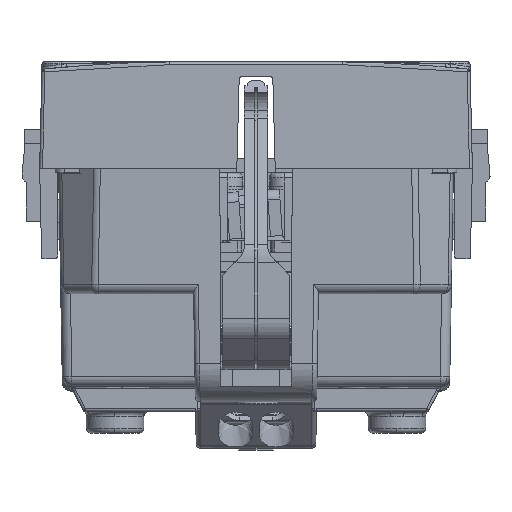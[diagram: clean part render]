
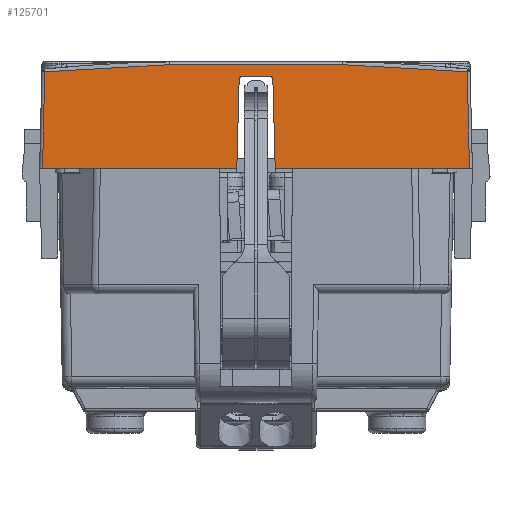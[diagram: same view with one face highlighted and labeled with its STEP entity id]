
A CAD part, left-side view. The second image highlights one B-rep face of the part: STEP entity #125701.
In plain terms, the highlighted planar face has unit normal (-1, 0, 0.026).
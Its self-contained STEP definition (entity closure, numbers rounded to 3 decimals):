
#1294 = DIRECTION ( 'NONE',  ( -1., 0., 0.026 ) ) ;
#2388 = CARTESIAN_POINT ( 'NONE',  ( -22.159, 1.746, 8.708 ) ) ;
#2879 = LINE ( 'NONE', #119239, #93661 ) ;
#2881 = CARTESIAN_POINT ( 'NONE',  ( -22.151, 1.446, 9. ) ) ;
#6920 = CARTESIAN_POINT ( 'NONE',  ( -22.151, 1.738, 9. ) ) ;
#9455 = CARTESIAN_POINT ( 'NONE',  ( -22.139, 21.874, 9.468 ) ) ;
#10090 = VERTEX_POINT ( 'NONE', #153344 ) ;
#12615 = CARTESIAN_POINT ( 'NONE',  ( -22.12, -13.305, 10.208 ) ) ;
#16793 = EDGE_CURVE ( 'NONE', #118032, #44486, #104492, .T. ) ;
#18442 = LINE ( 'NONE', #52506, #153394 ) ;
#19506 = EDGE_CURVE ( 'NONE', #133170, #118254, #2879, .T. ) ;
#21604 = CARTESIAN_POINT ( 'NONE',  ( -22.159, -1.746, 8.708 ) ) ;
#23958 = CARTESIAN_POINT ( 'NONE',  ( -22.126, 17.597, 9.961 ) ) ;
#31139 = CARTESIAN_POINT ( 'NONE',  ( -22.12, -9., 10.208 ) ) ;
#31932 = LINE ( 'NONE', #96321, #69125 ) ;
#35710 = VERTEX_POINT ( 'NONE', #91715 ) ;
#38008 = ORIENTED_EDGE ( 'NONE', *, *, #19506, .T. ) ;
#38050 = ORIENTED_EDGE ( 'NONE', *, *, #140293, .T. ) ;
#40162 = LINE ( 'NONE', #6920, #135623 ) ;
#42690 = ORIENTED_EDGE ( 'NONE', *, *, #116284, .T. ) ;
#42697 = CARTESIAN_POINT ( 'NONE',  ( -22.151, -1.446, 9. ) ) ;
#42982 = VERTEX_POINT ( 'NONE', #31139 ) ;
#43257 = EDGE_CURVE ( 'NONE', #136810, #133170, #151301, .T. ) ;
#43613 = DIRECTION ( 'NONE',  ( 0., -1., 0. ) ) ;
#43776 = CARTESIAN_POINT ( 'NONE',  ( -22.159, -1.746, 8.708 ) ) ;
#44486 = VERTEX_POINT ( 'NONE', #101455 ) ;
#45055 = CARTESIAN_POINT ( 'NONE',  ( -22.4, 20.8, -0.5 ) ) ;
#45202 = ORIENTED_EDGE ( 'NONE', *, *, #137965, .T. ) ;
#47132 = EDGE_CURVE ( 'NONE', #118254, #42982, #119550, .T. ) ;
#50818 = CARTESIAN_POINT ( 'NONE',  ( -22.139, -21.874, 9.468 ) ) ;
#52506 = CARTESIAN_POINT ( 'NONE',  ( -22.4, 24.254, -0.5 ) ) ;
#53553 = B_SPLINE_CURVE_WITH_KNOTS ( 'NONE', 3,
 ( #107713, #119066, #23958, #94335 ),
 .UNSPECIFIED., .F., .F.,
 ( 4, 4 ),
 ( 0., 1. ),
 .UNSPECIFIED. ) ;
#54109 = VECTOR ( 'NONE', #103089, 1000. ) ;
#55745 = CARTESIAN_POINT ( 'NONE',  ( -22.154, -1.741, 8.88 ) ) ;
#57123 = EDGE_CURVE ( 'NONE', #124418, #137822, #101379, .T. ) ;
#58654 = CARTESIAN_POINT ( 'NONE',  ( -22.12, -9., 10.208 ) ) ;
#58978 = CARTESIAN_POINT ( 'NONE',  ( -22.4, -22.1, -0.5 ) ) ;
#65297 = ORIENTED_EDGE ( 'NONE', *, *, #47132, .T. ) ;
#66978 = ORIENTED_EDGE ( 'NONE', *, *, #125555, .T. ) ;
#67216 = CARTESIAN_POINT ( 'NONE',  ( -22.151, -1.618, 9. ) ) ;
#69125 = VECTOR ( 'NONE', #142358, 1000. ) ;
#70296 = DIRECTION ( 'NONE',  ( 0., 1., 0. ) ) ;
#73322 = CARTESIAN_POINT ( 'NONE',  ( -22.139, 21.874, 9.468 ) ) ;
#74372 = CARTESIAN_POINT ( 'NONE',  ( -22.154, 1.741, 8.88 ) ) ;
#79316 = DIRECTION ( 'NONE',  ( 0., -1., 0. ) ) ;
#80311 = VERTEX_POINT ( 'NONE', #73322 ) ;
#82928 = VECTOR ( 'NONE', #89915, 1000. ) ;
#85218 = CARTESIAN_POINT ( 'NONE',  ( -22.151, 1.618, 9. ) ) ;
#85735 = CARTESIAN_POINT ( 'NONE',  ( -22.159, 1.746, 8.708 ) ) ;
#89915 = DIRECTION ( 'NONE',  ( -0.026, -0.026, -0.999 ) ) ;
#90439 = VERTEX_POINT ( 'NONE', #110048 ) ;
#90966 = CARTESIAN_POINT ( 'NONE',  ( -22.151, -1.446, 9. ) ) ;
#91715 = CARTESIAN_POINT ( 'NONE',  ( -22.12, 9., 10.208 ) ) ;
#91872 = EDGE_CURVE ( 'NONE', #10090, #124418, #31932, .T. ) ;
#93661 = VECTOR ( 'NONE', #95015, 1000. ) ;
#94335 = CARTESIAN_POINT ( 'NONE',  ( -22.139, 21.874, 9.468 ) ) ;
#94908 = CARTESIAN_POINT ( 'NONE',  ( -22.126, -17.597, 9.961 ) ) ;
#95015 = DIRECTION ( 'NONE',  ( 0.026, 0.023, 0.999 ) ) ;
#96014 = PLANE ( 'NONE',  #138390 ) ;
#96321 = CARTESIAN_POINT ( 'NONE',  ( -22.4, 1.987, -0.5 ) ) ;
#96383 = EDGE_CURVE ( 'NONE', #137822, #118032, #40162, .T. ) ;
#99567 = VECTOR ( 'NONE', #79316, 1000. ) ;
#101379 =( BOUNDED_CURVE ( )  B_SPLINE_CURVE ( 3, ( #2388, #74372, #85218, #2881 ),
 .UNSPECIFIED., .F., .F. ) 
 B_SPLINE_CURVE_WITH_KNOTS ( ( 4, 4 ),
 ( 1.597, 3.142 ),
 .UNSPECIFIED. ) 
 CURVE ( )  GEOMETRIC_REPRESENTATION_ITEM ( )  RATIONAL_B_SPLINE_CURVE ( ( 1., 0.811, 0.811, 1. ) ) 
 REPRESENTATION_ITEM ( '' )  );
#101455 = CARTESIAN_POINT ( 'NONE',  ( -22.159, -1.746, 8.708 ) ) ;
#103089 = DIRECTION ( 'NONE',  ( -0.026, 0.023, -0.999 ) ) ;
#103175 = LINE ( 'NONE', #43776, #82928 ) ;
#104492 =( BOUNDED_CURVE ( )  B_SPLINE_CURVE ( 3, ( #90966, #67216, #55745, #21604 ),
 .UNSPECIFIED., .F., .F. ) 
 B_SPLINE_CURVE_WITH_KNOTS ( ( 4, 4 ),
 ( 3.142, 4.686 ),
 .UNSPECIFIED. ) 
 CURVE ( )  GEOMETRIC_REPRESENTATION_ITEM ( )  RATIONAL_B_SPLINE_CURVE ( ( 1., 0.811, 0.811, 1. ) ) 
 REPRESENTATION_ITEM ( '' )  );
#107173 = ORIENTED_EDGE ( 'NONE', *, *, #91872, .T. ) ;
#107630 = ORIENTED_EDGE ( 'NONE', *, *, #16793, .T. ) ;
#107713 = CARTESIAN_POINT ( 'NONE',  ( -22.12, 9., 10.208 ) ) ;
#110048 = CARTESIAN_POINT ( 'NONE',  ( -22.4, 22.1, -0.5 ) ) ;
#110925 = VECTOR ( 'NONE', #70296, 1000. ) ;
#113442 = CARTESIAN_POINT ( 'NONE',  ( -22.151, 1.446, 9. ) ) ;
#114565 = EDGE_LOOP ( 'NONE', ( #107630, #66978, #125136, #38008, #65297, #38050, #42690, #45202, #139060, #107173, #124030, #143799 ) ) ;
#116284 = EDGE_CURVE ( 'NONE', #35710, #80311, #53553, .T. ) ;
#118032 = VERTEX_POINT ( 'NONE', #42697 ) ;
#118254 = VERTEX_POINT ( 'NONE', #50818 ) ;
#119066 = CARTESIAN_POINT ( 'NONE',  ( -22.12, 13.305, 10.208 ) ) ;
#119239 = CARTESIAN_POINT ( 'NONE',  ( -22.4, -22.1, -0.5 ) ) ;
#119550 = B_SPLINE_CURVE_WITH_KNOTS ( 'NONE', 3,
 ( #142945, #94908, #12615, #58654 ),
 .UNSPECIFIED., .F., .F.,
 ( 4, 4 ),
 ( 0., 1. ),
 .UNSPECIFIED. ) ;
#119725 = DIRECTION ( 'NONE',  ( 0.026, 0., 1. ) ) ;
#120246 = CARTESIAN_POINT ( 'NONE',  ( -22.4, 24.254, -0.5 ) ) ;
#123863 = LINE ( 'NONE', #140546, #110925 ) ;
#124030 = ORIENTED_EDGE ( 'NONE', *, *, #57123, .T. ) ;
#124418 = VERTEX_POINT ( 'NONE', #85735 ) ;
#124437 = EDGE_CURVE ( 'NONE', #90439, #10090, #18442, .T. ) ;
#125136 = ORIENTED_EDGE ( 'NONE', *, *, #43257, .T. ) ;
#125555 = EDGE_CURVE ( 'NONE', #44486, #136810, #103175, .T. ) ;
#125701 = ADVANCED_FACE ( 'NONE', ( #127198 ), #96014, .T. ) ;
#127198 = FACE_OUTER_BOUND ( 'NONE', #114565, .T. ) ;
#129278 = CARTESIAN_POINT ( 'NONE',  ( -22.4, -1.987, -0.5 ) ) ;
#133170 = VERTEX_POINT ( 'NONE', #58978 ) ;
#135623 = VECTOR ( 'NONE', #43613, 1000. ) ;
#136810 = VERTEX_POINT ( 'NONE', #129278 ) ;
#137822 = VERTEX_POINT ( 'NONE', #113442 ) ;
#137965 = EDGE_CURVE ( 'NONE', #80311, #90439, #152123, .T. ) ;
#138390 = AXIS2_PLACEMENT_3D ( 'NONE', #120246, #1294, #119725 ) ;
#139060 = ORIENTED_EDGE ( 'NONE', *, *, #124437, .T. ) ;
#140293 = EDGE_CURVE ( 'NONE', #42982, #35710, #123863, .T. ) ;
#140546 = CARTESIAN_POINT ( 'NONE',  ( -22.12, 24.254, 10.208 ) ) ;
#142358 = DIRECTION ( 'NONE',  ( 0.026, -0.026, 0.999 ) ) ;
#142945 = CARTESIAN_POINT ( 'NONE',  ( -22.139, -21.874, 9.468 ) ) ;
#143799 = ORIENTED_EDGE ( 'NONE', *, *, #96383, .T. ) ;
#147118 = DIRECTION ( 'NONE',  ( 0., -1., 0. ) ) ;
#151301 = LINE ( 'NONE', #45055, #99567 ) ;
#152123 = LINE ( 'NONE', #9455, #54109 ) ;
#153344 = CARTESIAN_POINT ( 'NONE',  ( -22.4, 1.987, -0.5 ) ) ;
#153394 = VECTOR ( 'NONE', #147118, 1000. ) ;
